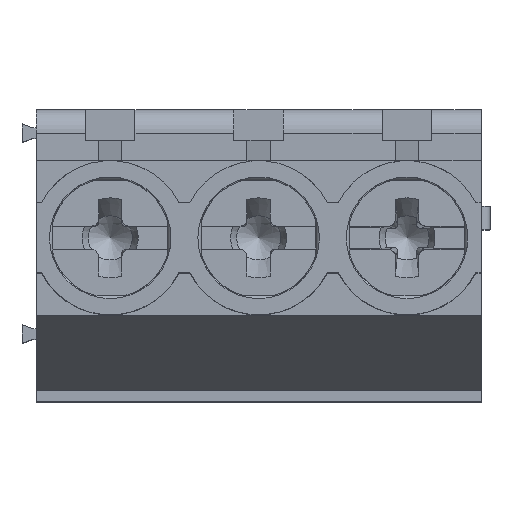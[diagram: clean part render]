
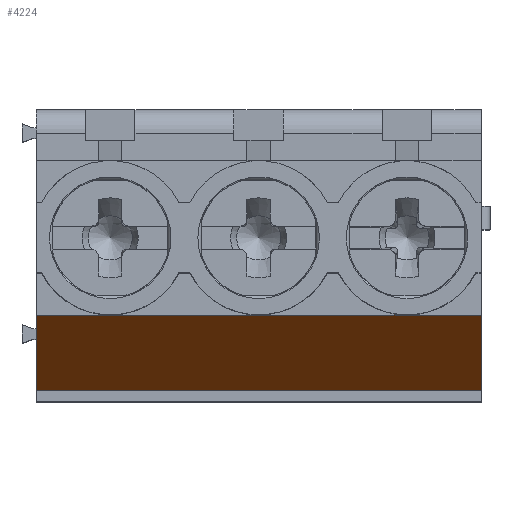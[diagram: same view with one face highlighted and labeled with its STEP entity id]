
A CAD part, top view. The second image highlights one B-rep face of the part: STEP entity #4224.
In plain terms, the highlighted planar face has unit normal (0, -0.814, 0.581).
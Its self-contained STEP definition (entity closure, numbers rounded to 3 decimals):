
#264=LINE('',#6672,#690);
#345=LINE('',#7306,#771);
#422=LINE('',#7966,#848);
#438=LINE('',#7996,#864);
#440=LINE('',#8000,#866);
#441=LINE('',#8002,#867);
#442=LINE('',#8004,#868);
#690=VECTOR('',#4989,1000.);
#771=VECTOR('',#5130,1000.);
#848=VECTOR('',#5357,1000.);
#864=VECTOR('',#5389,1000.);
#866=VECTOR('',#5393,1000.);
#867=VECTOR('',#5394,1000.);
#868=VECTOR('',#5395,1000.);
#1798=ORIENTED_EDGE('',*,*,#2656,.T.);
#1799=ORIENTED_EDGE('',*,*,#2446,.F.);
#1800=ORIENTED_EDGE('',*,*,#2543,.F.);
#1801=ORIENTED_EDGE('',*,*,#2640,.F.);
#1802=ORIENTED_EDGE('',*,*,#2658,.F.);
#1803=ORIENTED_EDGE('',*,*,#2659,.F.);
#1804=ORIENTED_EDGE('',*,*,#2660,.T.);
#2446=EDGE_CURVE('',#2993,#2994,#264,.T.);
#2543=EDGE_CURVE('',#2985,#2993,#345,.T.);
#2640=EDGE_CURVE('',#3113,#2985,#422,.T.);
#2656=EDGE_CURVE('',#3135,#2994,#438,.T.);
#2658=EDGE_CURVE('',#3136,#3113,#440,.T.);
#2659=EDGE_CURVE('',#3137,#3136,#441,.T.);
#2660=EDGE_CURVE('',#3137,#3135,#442,.T.);
#2985=VERTEX_POINT('',#6651);
#2993=VERTEX_POINT('',#6671);
#2994=VERTEX_POINT('',#6673);
#3113=VERTEX_POINT('',#7908);
#3135=VERTEX_POINT('',#7997);
#3136=VERTEX_POINT('',#8001);
#3137=VERTEX_POINT('',#8003);
#3514=EDGE_LOOP('',(#1798,#1799,#1800,#1801,#1802,#1803,#1804));
#3789=FACE_BOUND('',#3514,.T.);
#3995=PLANE('',#4576);
#4224=ADVANCED_FACE('',(#3789),#3995,.T.);
#4576=AXIS2_PLACEMENT_3D('',#7999,#5391,#5392);
#4989=DIRECTION('',(0.,-0.581,-0.814));
#5130=DIRECTION('',(1.,0.,0.));
#5357=DIRECTION('',(1.,0.,0.));
#5389=DIRECTION('',(1.,0.,0.));
#5391=DIRECTION('',(0.,-0.814,0.581));
#5392=DIRECTION('',(0.,-0.581,-0.814));
#5393=DIRECTION('',(1.,0.,0.));
#5394=DIRECTION('',(1.,0.,0.));
#5395=DIRECTION('',(0.,-0.581,-0.814));
#6651=CARTESIAN_POINT('',(15.875,3.7,16.7));
#6671=CARTESIAN_POINT('',(19.05,3.7,16.7));
#6672=CARTESIAN_POINT('',(19.05,3.7,16.7));
#6673=CARTESIAN_POINT('',(19.05,0.489,12.2));
#7306=CARTESIAN_POINT('',(12.7,3.7,16.7));
#7908=CARTESIAN_POINT('',(9.525,3.7,16.7));
#7966=CARTESIAN_POINT('',(12.7,3.7,16.7));
#7996=CARTESIAN_POINT('',(6.35,0.489,12.2));
#7997=CARTESIAN_POINT('',(0.,0.489,12.2));
#7999=CARTESIAN_POINT('',(6.35,3.7,16.7));
#8000=CARTESIAN_POINT('',(6.35,3.7,16.7));
#8001=CARTESIAN_POINT('',(3.175,3.7,16.7));
#8002=CARTESIAN_POINT('',(6.35,3.7,16.7));
#8003=CARTESIAN_POINT('',(0.,3.7,16.7));
#8004=CARTESIAN_POINT('',(0.,3.7,16.7));
